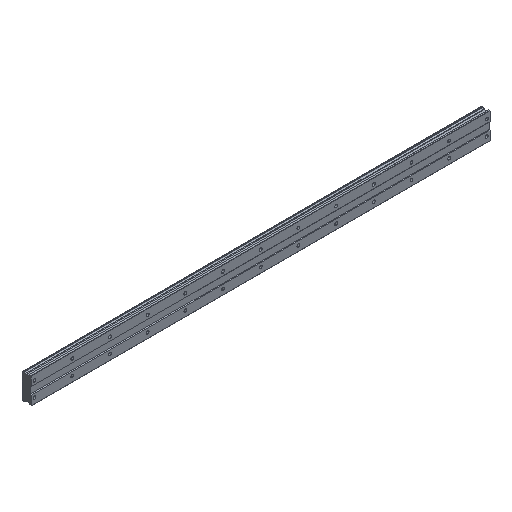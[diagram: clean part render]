
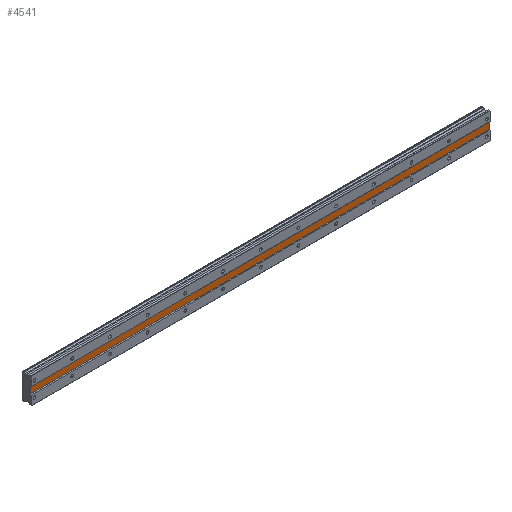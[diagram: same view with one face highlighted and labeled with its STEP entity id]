
A CAD part, isometric view. The second image highlights one B-rep face of the part: STEP entity #4541.
In plain terms, the highlighted planar face has unit normal (0, -1, 0).
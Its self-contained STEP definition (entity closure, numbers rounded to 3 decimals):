
#47 = ORIENTED_EDGE ( 'NONE', *, *, #224, .F. ) ;
#224 = EDGE_CURVE ( 'NONE', #566, #3959, #3729, .T. ) ;
#566 = VERTEX_POINT ( 'NONE', #4995 ) ;
#1044 = CARTESIAN_POINT ( 'NONE',  ( 725., 1., 5. ) ) ;
#1175 = CARTESIAN_POINT ( 'NONE',  ( 725., 1., 5. ) ) ;
#1410 = DIRECTION ( 'NONE',  ( 1., 0., 0. ) ) ;
#1419 = ORIENTED_EDGE ( 'NONE', *, *, #3213, .T. ) ;
#1662 = VERTEX_POINT ( 'NONE', #3438 ) ;
#1687 = VERTEX_POINT ( 'NONE', #4629 ) ;
#1789 = EDGE_CURVE ( 'NONE', #3959, #1687, #4261, .T. ) ;
#1858 = EDGE_CURVE ( 'NONE', #1662, #1687, #3419, .T. ) ;
#1886 = AXIS2_PLACEMENT_3D ( 'NONE', #1175, #2450, #4401 ) ;
#1895 = CARTESIAN_POINT ( 'NONE',  ( 725., 1., 20.827 ) ) ;
#1968 = EDGE_LOOP ( 'NONE', ( #2699, #3135, #47, #1419 ) ) ;
#2334 = CARTESIAN_POINT ( 'NONE',  ( -5., 1., 20.827 ) ) ;
#2365 = FACE_OUTER_BOUND ( 'NONE', #1968, .T. ) ;
#2450 = DIRECTION ( 'NONE',  ( 0., 1., 0. ) ) ;
#2661 = VECTOR ( 'NONE', #3088, 1000. ) ;
#2699 = ORIENTED_EDGE ( 'NONE', *, *, #1858, .T. ) ;
#2998 = VECTOR ( 'NONE', #1410, 1000. ) ;
#3088 = DIRECTION ( 'NONE',  ( 0., 0., -1. ) ) ;
#3135 = ORIENTED_EDGE ( 'NONE', *, *, #1789, .F. ) ;
#3213 = EDGE_CURVE ( 'NONE', #566, #1662, #3237, .T. ) ;
#3237 = LINE ( 'NONE', #2334, #4018 ) ;
#3419 = LINE ( 'NONE', #5003, #2998 ) ;
#3438 = CARTESIAN_POINT ( 'NONE',  ( -5., 1., -5. ) ) ;
#3682 = DIRECTION ( 'NONE',  ( 1., 0., 0. ) ) ;
#3729 = LINE ( 'NONE', #4937, #4411 ) ;
#3959 = VERTEX_POINT ( 'NONE', #1044 ) ;
#4018 = VECTOR ( 'NONE', #5191, 1000. ) ;
#4261 = LINE ( 'NONE', #1895, #2661 ) ;
#4401 = DIRECTION ( 'NONE',  ( 0., 0., 1. ) ) ;
#4411 = VECTOR ( 'NONE', #3682, 1000. ) ;
#4541 = ADVANCED_FACE ( 'NONE', ( #2365 ), #4781, .F. ) ;
#4629 = CARTESIAN_POINT ( 'NONE',  ( 725., 1., -5. ) ) ;
#4781 = PLANE ( 'NONE',  #1886 ) ;
#4937 = CARTESIAN_POINT ( 'NONE',  ( 725., 1., 5. ) ) ;
#4995 = CARTESIAN_POINT ( 'NONE',  ( -5., 1., 5. ) ) ;
#5003 = CARTESIAN_POINT ( 'NONE',  ( 725., 1., -5. ) ) ;
#5191 = DIRECTION ( 'NONE',  ( 0., 0., -1. ) ) ;
